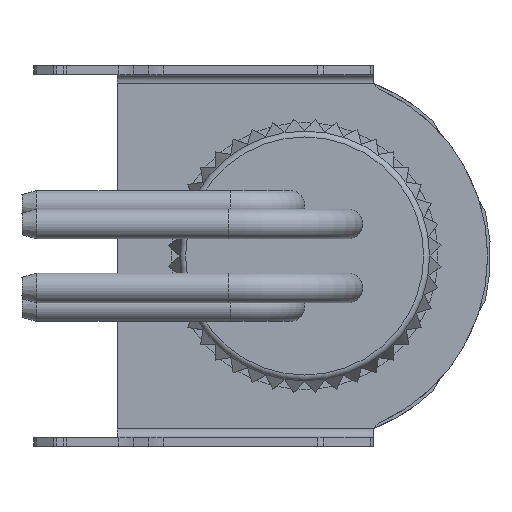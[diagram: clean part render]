
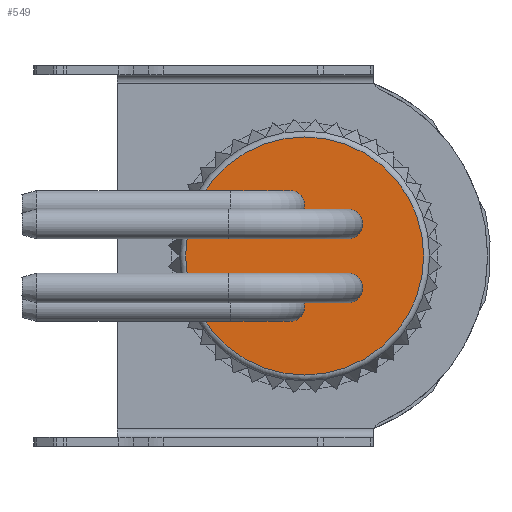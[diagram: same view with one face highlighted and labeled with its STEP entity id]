
A CAD part, front view. The second image highlights one B-rep face of the part: STEP entity #549.
In plain terms, the highlighted planar face has unit normal (0, -1, 0).
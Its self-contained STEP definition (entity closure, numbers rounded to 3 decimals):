
#123=FACE_BOUND('',#1388,.T.);
#124=FACE_BOUND('',#1389,.T.);
#125=FACE_BOUND('',#1390,.T.);
#126=FACE_BOUND('',#1391,.T.);
#127=FACE_BOUND('',#1392,.T.);
#549=ADVANCED_FACE('',(#123,#124,#125,#126,#127),#776,.F.);
#776=PLANE('',#6497);
#1388=EDGE_LOOP('',(#3602));
#1389=EDGE_LOOP('',(#3603));
#1390=EDGE_LOOP('',(#3604));
#1391=EDGE_LOOP('',(#3605));
#1392=EDGE_LOOP('',(#3606));
#3602=ORIENTED_EDGE('',*,*,#5589,.T.);
#3603=ORIENTED_EDGE('',*,*,#5588,.T.);
#3604=ORIENTED_EDGE('',*,*,#5587,.T.);
#3605=ORIENTED_EDGE('',*,*,#5586,.T.);
#3606=ORIENTED_EDGE('',*,*,#5590,.F.);
#4843=VERTEX_POINT('',#9560);
#4844=VERTEX_POINT('',#9563);
#4845=VERTEX_POINT('',#9566);
#4846=VERTEX_POINT('',#9569);
#4847=VERTEX_POINT('',#9572);
#5586=EDGE_CURVE('',#4843,#4843,#6090,.T.);
#5587=EDGE_CURVE('',#4844,#4844,#6091,.T.);
#5588=EDGE_CURVE('',#4845,#4845,#6092,.T.);
#5589=EDGE_CURVE('',#4846,#4846,#6093,.T.);
#5590=EDGE_CURVE('',#4847,#4847,#6094,.T.);
#6090=CIRCLE('',#6488,0.5);
#6091=CIRCLE('',#6490,0.5);
#6092=CIRCLE('',#6492,0.5);
#6093=CIRCLE('',#6494,0.5);
#6094=CIRCLE('',#6496,4.);
#6488=AXIS2_PLACEMENT_3D('',#9559,#7779,#7780);
#6490=AXIS2_PLACEMENT_3D('',#9562,#7783,#7784);
#6492=AXIS2_PLACEMENT_3D('',#9565,#7787,#7788);
#6494=AXIS2_PLACEMENT_3D('',#9568,#7791,#7792);
#6496=AXIS2_PLACEMENT_3D('',#9571,#7795,#7796);
#6497=AXIS2_PLACEMENT_3D('',#9573,#7797,#7798);
#7779=DIRECTION('',(0.,1.,0.));
#7780=DIRECTION('',(0.,0.,1.));
#7783=DIRECTION('',(0.,1.,0.));
#7784=DIRECTION('',(0.,0.,1.));
#7787=DIRECTION('',(0.,1.,0.));
#7788=DIRECTION('',(0.,0.,1.));
#7791=DIRECTION('',(0.,1.,0.));
#7792=DIRECTION('',(0.,0.,1.));
#7795=DIRECTION('',(0.,1.,0.));
#7796=DIRECTION('',(0.,0.,1.));
#7797=DIRECTION('',(0.,1.,0.));
#7798=DIRECTION('',(0.,0.,1.));
#9559=CARTESIAN_POINT('',(23.232,-32.507,-97.802));
#9560=CARTESIAN_POINT('',(23.232,-32.507,-97.302));
#9562=CARTESIAN_POINT('',(25.182,-32.507,-95.027));
#9563=CARTESIAN_POINT('',(25.182,-32.507,-94.527));
#9565=CARTESIAN_POINT('',(23.232,-32.507,-94.402));
#9566=CARTESIAN_POINT('',(23.232,-32.507,-93.902));
#9568=CARTESIAN_POINT('',(25.182,-32.507,-97.177));
#9569=CARTESIAN_POINT('',(25.182,-32.507,-96.677));
#9571=CARTESIAN_POINT('',(23.732,-32.507,-96.102));
#9572=CARTESIAN_POINT('',(23.732,-32.507,-92.102));
#9573=CARTESIAN_POINT('',(27.332,-32.507,-96.102));
